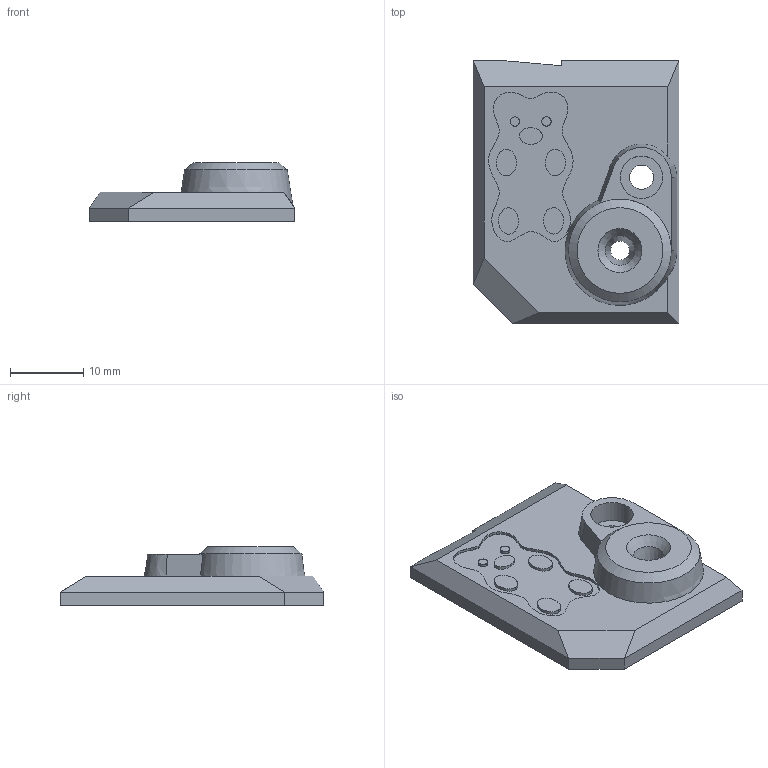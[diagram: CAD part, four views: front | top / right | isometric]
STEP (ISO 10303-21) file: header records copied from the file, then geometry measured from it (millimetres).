
FILE_DESCRIPTION(('FreeCAD Model'),'2;1');
FILE_NAME( 'cap.step', '2020-06-22T19:17:39',('Author'),(''), 'Open CASCADE STEP processor 7.3','FreeCAD','Unknown');
FILE_SCHEMA(('AUTOMOTIVE_DESIGN { 1 0 10303 214 1 1 1 1 }'));
Length unit declared in the file: millimetre
Products named in the file (1): fs_cover_v28
Bounding box: 28.1 x 36 x 8 mm (x, y, z)
Volume: 3602 mm3; surface area: 2865.1 mm2
Topology: 1 solids, 1 shells, 236 faces, 647 edges, 422 vertices
Faces by surface type: plane 198, bspline 28, cone 7, cylinder 3
Full cylindrical faces by diameter (mm): 2.6 x1, 3.3 x1, 5.8 x1
Entity records: 16010 total; most frequent: CARTESIAN_POINT 3318, DIRECTION 2199, LINE 1729, VECTOR 1729, ORIENTED_EDGE 1294, PCURVE 1294, DEFINITIONAL_REPRESENTATION 1294, EDGE_CURVE 647
